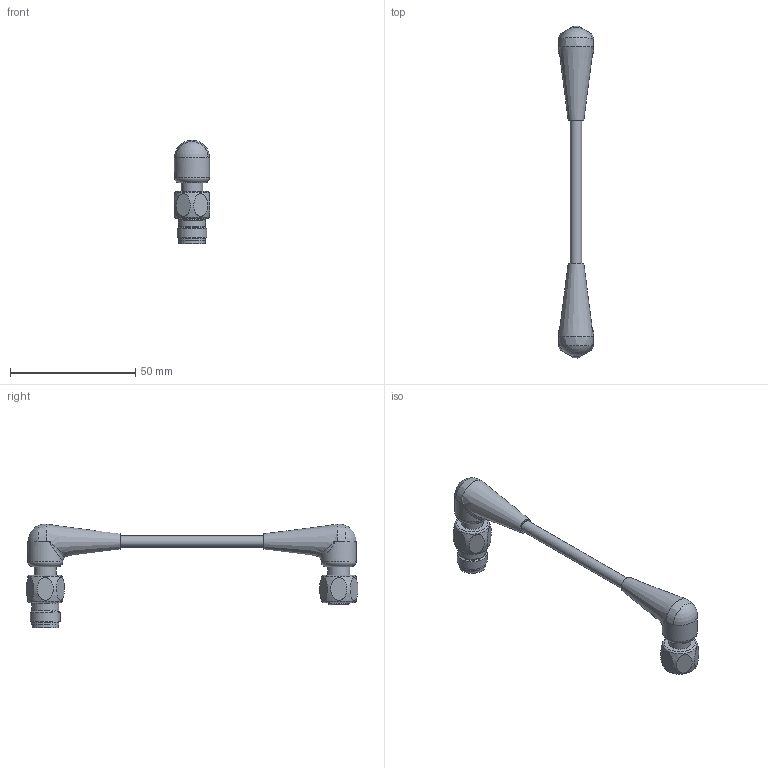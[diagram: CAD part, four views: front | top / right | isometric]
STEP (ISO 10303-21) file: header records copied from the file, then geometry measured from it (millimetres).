
FILE_DESCRIPTION(/* description */ (''),/* implementation_level */ '2;1');
FILE_NAME(/* name */ '8058593_Verbindungsleitung.stp',/* time_stamp */ '2016-05-23T14:35:14+02:00',/* author */ (''),/* organization */ (''),/* preprocessor_version */ 'ST-DEVELOPER v16',/* originating_system */ 'SIEMENS PLM Software NX 10.0',/* authorisation */ '');
FILE_SCHEMA (('AUTOMOTIVE_DESIGN { 1 0 10303 214 3 1 1 1 }'));
Length unit declared in the file: millimetre
Products named in the file (1): t.he09B04B67mgq5
Bounding box: 14 x 132.33 x 41.36 mm (x, y, z)
Volume: 13015.4 mm3; surface area: 6590.5 mm2
Topology: 1 solids, 1 shells, 170 faces, 385 edges, 242 vertices
Faces by surface type: cylinder 63, plane 61, torus 19, sphere 11, cone 10, bspline 6
Full cylindrical faces by diameter (mm): 1 x3, 1.15 x3, 4.6 x1, 8.3 x1, 8.7 x2, 10.5 x1, 10.8 x2, 10.95 x1, 11.9 x1, 14 x2
Entity records: 4996 total; most frequent: CARTESIAN_POINT 1334, DIRECTION 820, ORIENTED_EDGE 642, AXIS2_PLACEMENT_3D 354, EDGE_CURVE 321, EDGE_LOOP 242, VERTEX_POINT 225, CIRCLE 189
